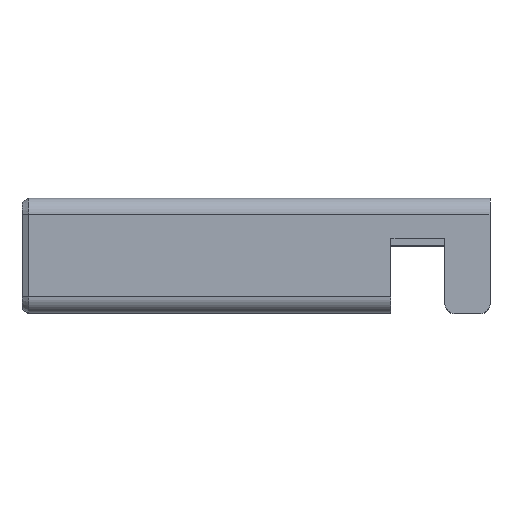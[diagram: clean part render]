
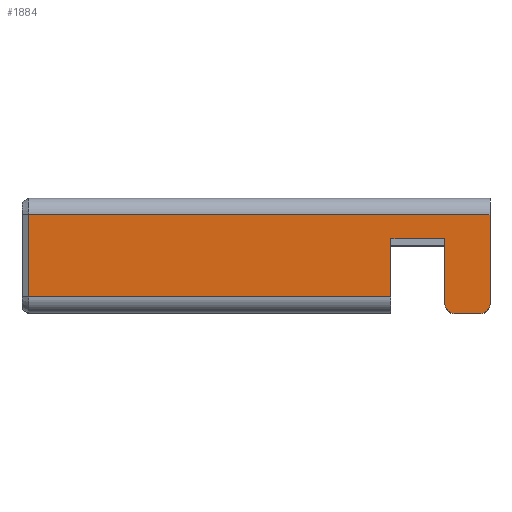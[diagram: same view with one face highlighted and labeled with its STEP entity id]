
A CAD part, top view. The second image highlights one B-rep face of the part: STEP entity #1884.
In plain terms, the highlighted planar face has unit normal (0, 0, 1).
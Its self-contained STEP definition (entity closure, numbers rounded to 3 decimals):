
#1850 = ORIENTED_EDGE ( 'NONE', *, *, #1851, .F. ) ;
#1851 = EDGE_CURVE ( 'NONE', #1852, #1876, #6019, .T. ) ;
#1852 = VERTEX_POINT ( 'NONE', #6012 ) ;
#1853 = ORIENTED_EDGE ( 'NONE', *, *, #1854, .F. ) ;
#1854 = EDGE_CURVE ( 'NONE', #1855, #1852, #6011, .T. ) ;
#1855 = VERTEX_POINT ( 'NONE', #6007 ) ;
#1856 = ORIENTED_EDGE ( 'NONE', *, *, #1857, .F. ) ;
#1857 = EDGE_CURVE ( 'NONE', #1889, #1855, #6006, .T. ) ;
#1862 = VERTEX_POINT ( 'NONE', #6056 ) ;
#1863 = ORIENTED_EDGE ( 'NONE', *, *, #1864, .T. ) ;
#1864 = EDGE_CURVE ( 'NONE', #1862, #1865, #6055, .T. ) ;
#1865 = VERTEX_POINT ( 'NONE', #6051 ) ;
#1866 = ORIENTED_EDGE ( 'NONE', *, *, #1867, .T. ) ;
#1867 = EDGE_CURVE ( 'NONE', #1865, #1868, #6050, .T. ) ;
#1868 = VERTEX_POINT ( 'NONE', #6045 ) ;
#1869 = ORIENTED_EDGE ( 'NONE', *, *, #1870, .F. ) ;
#1870 = EDGE_CURVE ( 'NONE', #1871, #1868, #6044, .T. ) ;
#1871 = VERTEX_POINT ( 'NONE', #6040 ) ;
#1872 = ORIENTED_EDGE ( 'NONE', *, *, #1873, .T. ) ;
#1873 = EDGE_CURVE ( 'NONE', #1871, #1874, #6039, .T. ) ;
#1874 = VERTEX_POINT ( 'NONE', #6035 ) ;
#1875 = ORIENTED_EDGE ( 'NONE', *, *, #1936, .T. ) ;
#1876 = VERTEX_POINT ( 'NONE', #6034 ) ;
#1884 = ADVANCED_FACE ( 'NONE', ( #6081 ), #6080, .F. ) ;
#1885 = EDGE_LOOP ( 'NONE', ( #1886, #1890, #1863, #1866, #1869, #1872, #1875, #1850, #1853, #1856 ) ) ;
#1886 = ORIENTED_EDGE ( 'NONE', *, *, #1887, .F. ) ;
#1887 = EDGE_CURVE ( 'NONE', #1888, #1889, #6078, .T. ) ;
#1888 = VERTEX_POINT ( 'NONE', #6071 ) ;
#1889 = VERTEX_POINT ( 'NONE', #6070 ) ;
#1890 = ORIENTED_EDGE ( 'NONE', *, *, #1891, .T. ) ;
#1891 = EDGE_CURVE ( 'NONE', #1888, #1862, #6069, .T. ) ;
#1936 = EDGE_CURVE ( 'NONE', #1874, #1876, #6170, .T. ) ;
#6003 = DIRECTION ( 'NONE',  ( -1., 0., 0. ) ) ;
#6004 = VECTOR ( 'NONE', #6003, 1000. ) ;
#6005 = CARTESIAN_POINT ( 'NONE',  ( 16.565, 2.913, 12. ) ) ;
#6006 = LINE ( 'NONE', #6005, #6004 ) ;
#6007 = CARTESIAN_POINT ( 'NONE',  ( 14.45, 2.913, 12. ) ) ;
#6008 = DIRECTION ( 'NONE',  ( 0., -1., 0. ) ) ;
#6009 = VECTOR ( 'NONE', #6008, 1000. ) ;
#6010 = CARTESIAN_POINT ( 'NONE',  ( 14.45, 2.913, 12. ) ) ;
#6011 = LINE ( 'NONE', #6010, #6009 ) ;
#6012 = CARTESIAN_POINT ( 'NONE',  ( 14.45, 0.64, 12. ) ) ;
#6013 = DIRECTION ( 'NONE',  ( -1., 0., 0. ) ) ;
#6014 = VECTOR ( 'NONE', #6013, 1000. ) ;
#6015 = CARTESIAN_POINT ( 'NONE',  ( 11.75, 0.64, 12. ) ) ;
#6019 = LINE ( 'NONE', #6015, #6014 ) ;
#6034 = CARTESIAN_POINT ( 'NONE',  ( 0.26, 0.64, 12. ) ) ;
#6035 = CARTESIAN_POINT ( 'NONE',  ( 0.26, 3.86, 12. ) ) ;
#6036 = DIRECTION ( 'NONE',  ( -1., 0., 0. ) ) ;
#6037 = VECTOR ( 'NONE', #6036, 1000. ) ;
#6038 = CARTESIAN_POINT ( 'NONE',  ( 11.75, 3.86, 12. ) ) ;
#6039 = LINE ( 'NONE', #6038, #6037 ) ;
#6040 = CARTESIAN_POINT ( 'NONE',  ( 18.33, 3.86, 12. ) ) ;
#6041 = DIRECTION ( 'NONE',  ( 0., -1., 0. ) ) ;
#6042 = VECTOR ( 'NONE', #6041, 1000. ) ;
#6043 = CARTESIAN_POINT ( 'NONE',  ( 18.33, 3.86, 12. ) ) ;
#6044 = LINE ( 'NONE', #6043, #6042 ) ;
#6045 = CARTESIAN_POINT ( 'NONE',  ( 18.33, 0.356, 12. ) ) ;
#6046 = DIRECTION ( 'NONE',  ( 0., 1., 0. ) ) ;
#6047 = DIRECTION ( 'NONE',  ( 0., 0., 1. ) ) ;
#6048 = CARTESIAN_POINT ( 'NONE',  ( 17.974, 0.356, 12. ) ) ;
#6049 = AXIS2_PLACEMENT_3D ( 'NONE', #6048, #6047, #6046 ) ;
#6050 = CIRCLE ( 'NONE', #6049, 0.356 ) ;
#6051 = CARTESIAN_POINT ( 'NONE',  ( 17.974, 0., 12. ) ) ;
#6052 = DIRECTION ( 'NONE',  ( 1., 0., 0. ) ) ;
#6053 = VECTOR ( 'NONE', #6052, 1000. ) ;
#6054 = CARTESIAN_POINT ( 'NONE',  ( 18.33, 0., 12. ) ) ;
#6055 = LINE ( 'NONE', #6054, #6053 ) ;
#6056 = CARTESIAN_POINT ( 'NONE',  ( 16.92, 0., 12. ) ) ;
#6065 = DIRECTION ( 'NONE',  ( 0., 1., 0. ) ) ;
#6066 = DIRECTION ( 'NONE',  ( 0., 0., 1. ) ) ;
#6067 = CARTESIAN_POINT ( 'NONE',  ( 16.92, 0.356, 12. ) ) ;
#6068 = AXIS2_PLACEMENT_3D ( 'NONE', #6067, #6066, #6065 ) ;
#6069 = CIRCLE ( 'NONE', #6068, 0.356 ) ;
#6070 = CARTESIAN_POINT ( 'NONE',  ( 16.565, 2.913, 12. ) ) ;
#6071 = CARTESIAN_POINT ( 'NONE',  ( 16.565, 0.356, 12. ) ) ;
#6072 = DIRECTION ( 'NONE',  ( 0., 1., 0. ) ) ;
#6073 = VECTOR ( 'NONE', #6072, 1000. ) ;
#6074 = CARTESIAN_POINT ( 'NONE',  ( 16.565, 0.64, 12. ) ) ;
#6075 = DIRECTION ( 'NONE',  ( 0., 1., 0. ) ) ;
#6076 = DIRECTION ( 'NONE',  ( 0., 0., -1. ) ) ;
#6077 = CARTESIAN_POINT ( 'NONE',  ( 11.75, 3.86, 12. ) ) ;
#6078 = LINE ( 'NONE', #6074, #6073 ) ;
#6079 = AXIS2_PLACEMENT_3D ( 'NONE', #6077, #6076, #6075 ) ;
#6080 = PLANE ( 'NONE',  #6079 ) ;
#6081 = FACE_OUTER_BOUND ( 'NONE', #1885, .T. ) ;
#6167 = DIRECTION ( 'NONE',  ( 0., -1., 0. ) ) ;
#6168 = VECTOR ( 'NONE', #6167, 1000. ) ;
#6169 = CARTESIAN_POINT ( 'NONE',  ( 0.26, 0.64, 12. ) ) ;
#6170 = LINE ( 'NONE', #6169, #6168 ) ;
